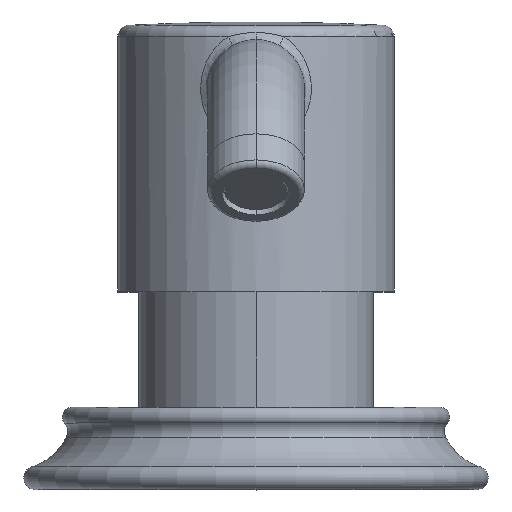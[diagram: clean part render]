
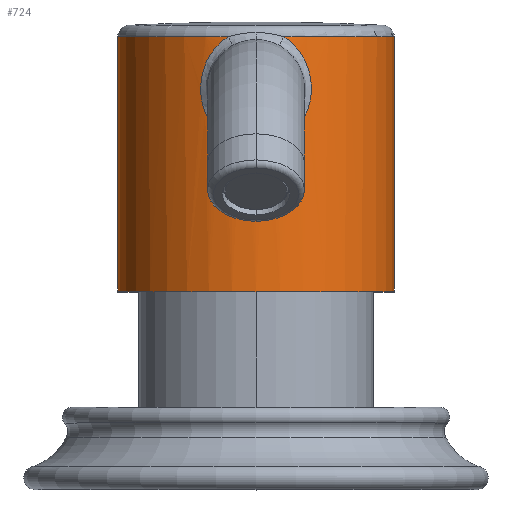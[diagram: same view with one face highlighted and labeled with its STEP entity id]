
A CAD part, top view. The second image highlights one B-rep face of the part: STEP entity #724.
In plain terms, the highlighted cylindrical face has radius 18.161 mm (diameter 36.322 mm), a partial arc.
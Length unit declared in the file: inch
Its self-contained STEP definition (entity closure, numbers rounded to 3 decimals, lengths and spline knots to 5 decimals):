
#107=CARTESIAN_POINT('',(0.,1.021,0.));
#108=DIRECTION('',(0.,1.,0.));
#109=DIRECTION('',(-1.,0.,0.));
#110=AXIS2_PLACEMENT_3D('',#107,#108,#109);
#112=DIRECTION('',(0.,1.,0.));
#113=VECTOR('',#112,1.31814);
#114=CARTESIAN_POINT('',(-0.715,1.021,0.));
#115=LINE('',#114,#113);
#116=CARTESIAN_POINT('',(0.,2.33914,0.));
#117=DIRECTION('',(0.,-1.,0.));
#118=DIRECTION('',(-0.201,0.,0.98));
#119=AXIS2_PLACEMENT_3D('',#116,#117,#118);
#121=CARTESIAN_POINT('',(-0.14352,2.33914,
0.70045));
#122=CARTESIAN_POINT('',(-0.16166,2.32774,
0.69673));
#123=CARTESIAN_POINT('',(-0.19501,2.30121,
0.68846));
#124=CARTESIAN_POINT('',(-0.23783,2.24797,
0.67467));
#125=CARTESIAN_POINT('',(-0.26817,2.18594,
0.66296));
#126=CARTESIAN_POINT('',(-0.28477,2.11959,
0.65586));
#127=CARTESIAN_POINT('',(-0.28772,2.05193,
0.65455));
#128=CARTESIAN_POINT('',(-0.27714,1.98477,
0.65919));
#129=CARTESIAN_POINT('',(-0.25274,1.92034,
0.66911));
#130=CARTESIAN_POINT('',(-0.2151,1.8627,
0.68238));
#131=CARTESIAN_POINT('',(-0.16724,1.81648,
0.69583));
#132=CARTESIAN_POINT('',(-0.11351,1.78397,
0.70668));
#133=CARTESIAN_POINT('',(-0.05691,1.76505,
0.71349));
#134=CARTESIAN_POINT('',(-0.01904,1.761,
0.715));
#135=CARTESIAN_POINT('',(0.,1.761,0.715));
#137=CARTESIAN_POINT('',(0.,1.761,0.715));
#138=CARTESIAN_POINT('',(0.01904,1.761,0.715));
#139=CARTESIAN_POINT('',(0.05692,1.76505,0.71349));
#140=CARTESIAN_POINT('',(0.11352,1.78398,0.70668));
#141=CARTESIAN_POINT('',(0.16726,1.81649,0.69583));
#142=CARTESIAN_POINT('',(0.2151,1.8627,0.68238));
#143=CARTESIAN_POINT('',(0.25273,1.92033,0.66912));
#144=CARTESIAN_POINT('',(0.27713,1.98475,0.65919));
#145=CARTESIAN_POINT('',(0.28772,2.05197,0.65455));
#146=CARTESIAN_POINT('',(0.28477,2.11957,0.65586));
#147=CARTESIAN_POINT('',(0.26818,2.1859,0.66295));
#148=CARTESIAN_POINT('',(0.23783,2.24797,0.67467));
#149=CARTESIAN_POINT('',(0.19502,2.3012,0.68846));
#150=CARTESIAN_POINT('',(0.16166,2.32773,0.69673));
#151=CARTESIAN_POINT('',(0.14352,2.33914,0.70045));
#153=CARTESIAN_POINT('',(0.,2.33914,0.));
#154=DIRECTION('',(0.,-1.,0.));
#155=DIRECTION('',(1.,0.,0.));
#156=AXIS2_PLACEMENT_3D('',#153,#154,#155);
#163=DIRECTION('',(0.,1.,0.));
#164=VECTOR('',#163,1.31814);
#165=CARTESIAN_POINT('',(0.715,1.021,0.));
#166=LINE('',#165,#164);
#477=CARTESIAN_POINT('',(-0.715,2.33914,0.));
#478=CARTESIAN_POINT('',(0.715,2.33914,0.));
#479=VERTEX_POINT('',#477);
#480=VERTEX_POINT('',#478);
#483=VERTEX_POINT('',#137);
#484=VERTEX_POINT('',#151);
#487=VERTEX_POINT('',#121);
#516=CARTESIAN_POINT('',(-0.715,1.021,0.));
#517=CARTESIAN_POINT('',(0.715,1.021,0.));
#518=VERTEX_POINT('',#516);
#519=VERTEX_POINT('',#517);
#704=CARTESIAN_POINT('',(0.,1.021,0.));
#705=DIRECTION('',(0.,1.,0.));
#706=DIRECTION('',(-1.,0.,0.));
#707=AXIS2_PLACEMENT_3D('',#704,#705,#706);
#708=CYLINDRICAL_SURFACE('',#707,0.715);
#709=ORIENTED_EDGE('',*,*,#692,.F.);
#711=ORIENTED_EDGE('',*,*,#710,.T.);
#713=ORIENTED_EDGE('',*,*,#712,.F.);
#715=ORIENTED_EDGE('',*,*,#714,.T.);
#717=ORIENTED_EDGE('',*,*,#716,.T.);
#719=ORIENTED_EDGE('',*,*,#718,.F.);
#721=ORIENTED_EDGE('',*,*,#720,.F.);
#722=EDGE_LOOP('',(#709,#711,#713,#715,#717,#719,#721));
#723=FACE_OUTER_BOUND('',#722,.F.);
#724=ADVANCED_FACE('',(#723),#708,.T.);
#111=CIRCLE('',#110,0.715);
#120=CIRCLE('',#119,0.715);
#136=B_SPLINE_CURVE_WITH_KNOTS('',3,(#121,#122,#123,#124,#125,#126,#127,#128,
#129,#130,#131,#132,#133,#134,#135),.UNSPECIFIED.,.F.,.F.,(4,1,1,1,1,1,1,1,1,1,
1,1,4),(0.,0.08333,0.16667,0.25,0.33333,
0.41667,0.5,0.58333,0.66667,0.75,
0.83333,0.91667,1.),.UNSPECIFIED.);
#152=B_SPLINE_CURVE_WITH_KNOTS('',3,(#137,#138,#139,#140,#141,#142,#143,#144,
#145,#146,#147,#148,#149,#150,#151),.UNSPECIFIED.,.F.,.F.,(4,1,1,1,1,1,1,1,1,1,
1,1,4),(0.,0.08333,0.16667,0.25,0.33333,
0.41667,0.5,0.58333,0.66667,0.75,
0.83333,0.91667,1.),.UNSPECIFIED.);
#157=CIRCLE('',#156,0.715);
#692=EDGE_CURVE('',#518,#519,#111,.T.);
#710=EDGE_CURVE('',#518,#479,#115,.T.);
#712=EDGE_CURVE('',#487,#479,#120,.T.);
#714=EDGE_CURVE('',#487,#483,#136,.T.);
#716=EDGE_CURVE('',#483,#484,#152,.T.);
#718=EDGE_CURVE('',#480,#484,#157,.T.);
#720=EDGE_CURVE('',#519,#480,#166,.T.);
